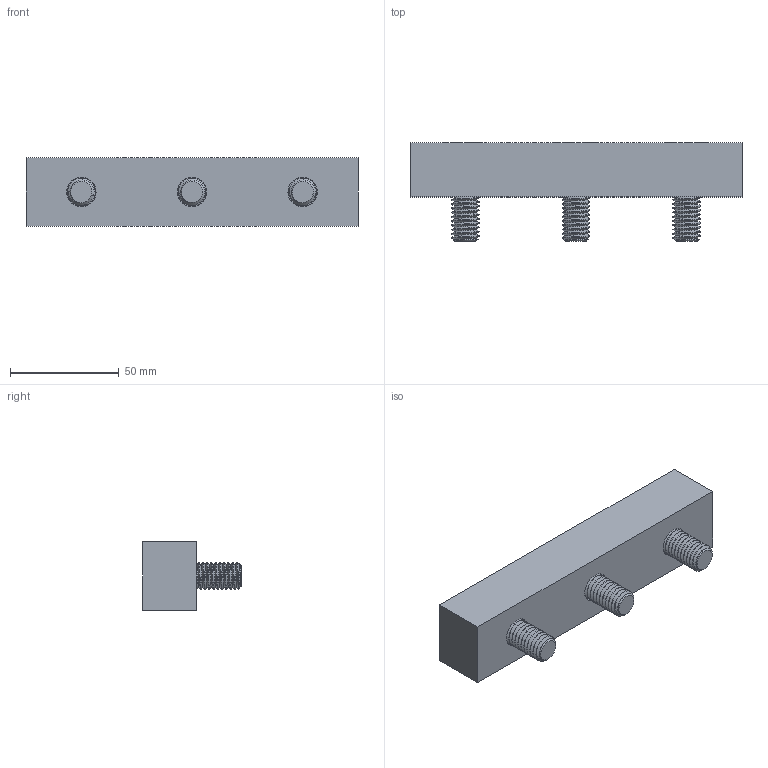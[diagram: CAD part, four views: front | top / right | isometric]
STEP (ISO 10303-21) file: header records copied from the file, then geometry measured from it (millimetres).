
FILE_DESCRIPTION (( 'STEP AP214' ), '1' );
FILE_NAME ('33320.STEP', '2018-04-17T13:17:56', ( 'Mike W' ), ( '' ), 'SwSTEP 2.0', 'SolidWorks 2017', '' );
FILE_SCHEMA (( 'AUTOMOTIVE_DESIGN' ));
Length unit declared in the file: inch
Products named in the file (3): 33320; 1213114 SHCS_1213114 SHCS; 333201_333201
Assembly tree (4 placements, depth 2):
  33320
    333201_333201
    1213114 SHCS_1213114 SHCS  x3
Bounding box: 152.4 x 45.21 x 31.24 mm (x, y, z)
Volume: 119890.8 mm3; surface area: 32101.8 mm2
Topology: 4 solids, 4 shells, 297 faces, 789 edges, 509 vertices
Faces by surface type: cylinder 213, plane 39, cone 39, bspline 6
Entity records: 5407 total; most frequent: CARTESIAN_POINT 2864, ORIENTED_EDGE 590, DIRECTION 434, EDGE_CURVE 295, VERTEX_POINT 191, AXIS2_PLACEMENT_3D 163, EDGE_LOOP 124, FACE_OUTER_BOUND 113
